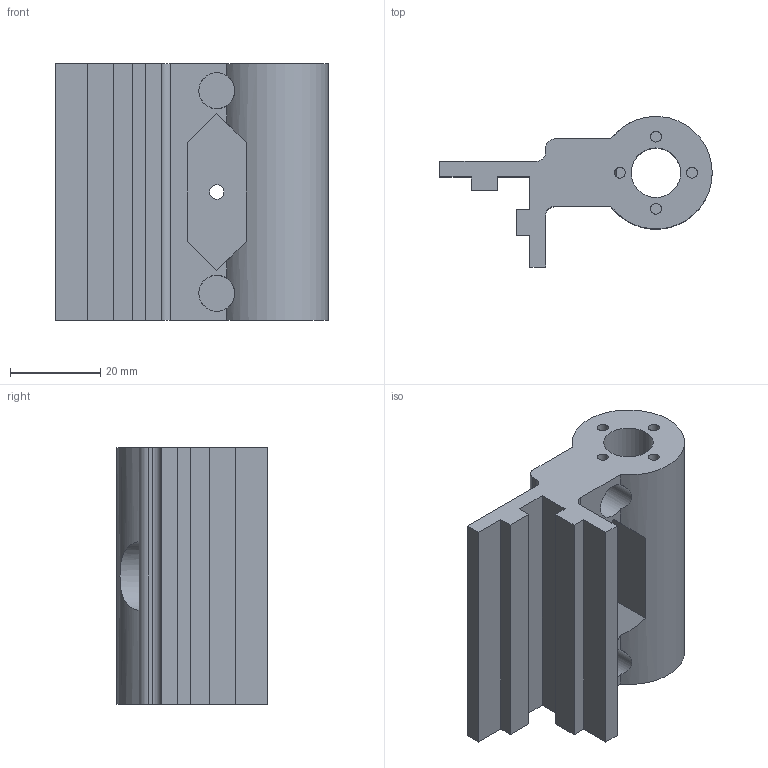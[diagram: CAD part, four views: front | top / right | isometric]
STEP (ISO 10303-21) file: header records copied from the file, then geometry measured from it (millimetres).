
FILE_DESCRIPTION(('FreeCAD Model'),'2;1');
FILE_NAME('x-motor-idler-20x20-TR8-x1-super.step','2019-07-13T11:01:26',( 'Author'),(''),'Open CASCADE STEP processor 6.8','FreeCAD','Unknown' );
FILE_SCHEMA(('AUTOMOTIVE_DESIGN_CC2 { 1 2 10303 214 -1 1 5 4 }'));
Length unit declared in the file: millimetre
Products named in the file (2): ASSEMBLY; Fillet
Assembly tree (1 placements, depth 2):
  ASSEMBLY
    Fillet
Bounding box: 60.5 x 33.42 x 57 mm (x, y, z)
Volume: 38192.8 mm3; surface area: 16208.3 mm2
Topology: 1 solids, 1 shells, 45 faces, 128 edges, 87 vertices
Faces by surface type: plane 32, cylinder 13
Full cylindrical faces by diameter (mm): 2.4 x4, 3.2 x1, 8 x2, 11 x1
Entity records: 4511 total; most frequent: CARTESIAN_POINT 2004, DIRECTION 434, LINE 260, VECTOR 260, ORIENTED_EDGE 256, PCURVE 256, DEFINITIONAL_REPRESENTATION 256, EDGE_CURVE 128
